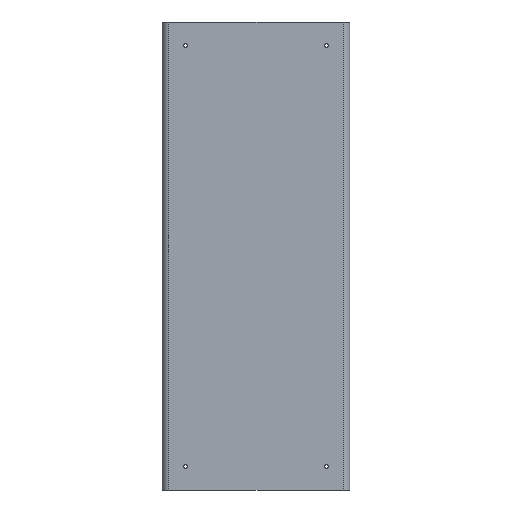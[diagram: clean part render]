
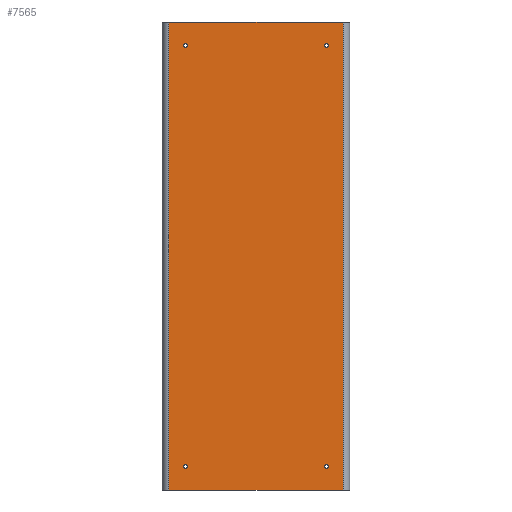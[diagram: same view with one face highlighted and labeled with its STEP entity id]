
A CAD part, front view. The second image highlights one B-rep face of the part: STEP entity #7565.
In plain terms, the highlighted planar face has unit normal (0, -1, 0).
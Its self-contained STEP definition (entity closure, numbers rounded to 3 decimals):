
#137 = VERTEX_POINT ( 'NONE', #11133 ) ;
#159 = VERTEX_POINT ( 'NONE', #9227 ) ;
#318 = CARTESIAN_POINT ( 'NONE',  ( 0., -5., 0. ) ) ;
#454 = CARTESIAN_POINT ( 'NONE',  ( 135.4, -5., 21.5 ) ) ;
#594 = CARTESIAN_POINT ( 'NONE',  ( 149.663, -5., 0. ) ) ;
#617 = VECTOR ( 'NONE', #11366, 1000. ) ;
#654 = VECTOR ( 'NONE', #3274, 1000. ) ;
#774 = FACE_BOUND ( 'NONE', #8569, .T. ) ;
#818 = EDGE_CURVE ( 'NONE', #5460, #10614, #981, .T. ) ;
#928 = EDGE_CURVE ( 'NONE', #137, #9829, #9725, .T. ) ;
#981 = LINE ( 'NONE', #318, #7069 ) ;
#986 = CARTESIAN_POINT ( 'NONE',  ( 15., -5., 380. ) ) ;
#1089 = CARTESIAN_POINT ( 'NONE',  ( 15., -5., 18.5 ) ) ;
#1165 = DIRECTION ( 'NONE',  ( 0., 0., -1. ) ) ;
#1221 = CARTESIAN_POINT ( 'NONE',  ( 135.4, -5., 380. ) ) ;
#1262 = AXIS2_PLACEMENT_3D ( 'NONE', #9446, #7536, #11224 ) ;
#1358 = CARTESIAN_POINT ( 'NONE',  ( 0.737, -5., 400. ) ) ;
#1412 = EDGE_CURVE ( 'NONE', #7600, #159, #7260, .T. ) ;
#1477 = VERTEX_POINT ( 'NONE', #9455 ) ;
#1537 = ORIENTED_EDGE ( 'NONE', *, *, #928, .T. ) ;
#1769 = AXIS2_PLACEMENT_3D ( 'NONE', #2426, #5165, #10564 ) ;
#1833 = CIRCLE ( 'NONE', #6962, 1.5 ) ;
#1961 = EDGE_CURVE ( 'NONE', #9081, #10099, #10298, .T. ) ;
#2391 = AXIS2_PLACEMENT_3D ( 'NONE', #9105, #7254, #6318 ) ;
#2426 = CARTESIAN_POINT ( 'NONE',  ( 135.4, -5., 20. ) ) ;
#2464 = CARTESIAN_POINT ( 'NONE',  ( 15., -5., 380. ) ) ;
#2589 = VECTOR ( 'NONE', #1165, 1000. ) ;
#3000 = ORIENTED_EDGE ( 'NONE', *, *, #8962, .T. ) ;
#3274 = DIRECTION ( 'NONE',  ( 0., 0., -1. ) ) ;
#3369 = CIRCLE ( 'NONE', #1262, 1.5 ) ;
#3416 = CARTESIAN_POINT ( 'NONE',  ( 15., -5., 21.5 ) ) ;
#3592 = FACE_BOUND ( 'NONE', #9191, .T. ) ;
#3640 = PLANE ( 'NONE',  #2391 ) ;
#3738 = DIRECTION ( 'NONE',  ( 1., 0., 0. ) ) ;
#3786 = EDGE_CURVE ( 'NONE', #1477, #8291, #8320, .T. ) ;
#3917 = ORIENTED_EDGE ( 'NONE', *, *, #1961, .T. ) ;
#4092 = CIRCLE ( 'NONE', #8639, 1.5 ) ;
#4327 = DIRECTION ( 'NONE',  ( 0., 0., 1. ) ) ;
#4415 = DIRECTION ( 'NONE',  ( 0., 0., 1. ) ) ;
#4435 = VERTEX_POINT ( 'NONE', #3416 ) ;
#4457 = CARTESIAN_POINT ( 'NONE',  ( 15., -5., 20. ) ) ;
#4656 = FACE_BOUND ( 'NONE', #11542, .T. ) ;
#5165 = DIRECTION ( 'NONE',  ( 0., 1., 0. ) ) ;
#5236 = AXIS2_PLACEMENT_3D ( 'NONE', #11596, #11714, #4415 ) ;
#5258 = CARTESIAN_POINT ( 'NONE',  ( 135.4, -5., 381.5 ) ) ;
#5405 = CARTESIAN_POINT ( 'NONE',  ( 149.663, -5., 400. ) ) ;
#5460 = VERTEX_POINT ( 'NONE', #6812 ) ;
#5635 = CIRCLE ( 'NONE', #11549, 1.5 ) ;
#5659 = CARTESIAN_POINT ( 'NONE',  ( 0., -5., 400. ) ) ;
#5743 = ORIENTED_EDGE ( 'NONE', *, *, #10545, .T. ) ;
#5817 = EDGE_LOOP ( 'NONE', ( #11001, #7455, #6197, #9979 ) ) ;
#6197 = ORIENTED_EDGE ( 'NONE', *, *, #3786, .F. ) ;
#6318 = DIRECTION ( 'NONE',  ( 0., 0., 1. ) ) ;
#6429 = FACE_BOUND ( 'NONE', #9681, .T. ) ;
#6528 = DIRECTION ( 'NONE',  ( 0., 0., 1. ) ) ;
#6664 = EDGE_CURVE ( 'NONE', #1477, #5460, #11418, .T. ) ;
#6755 = EDGE_CURVE ( 'NONE', #4435, #9396, #10333, .T. ) ;
#6812 = CARTESIAN_POINT ( 'NONE',  ( 0.737, -5., 0. ) ) ;
#6949 = EDGE_CURVE ( 'NONE', #159, #7600, #4092, .T. ) ;
#6962 = AXIS2_PLACEMENT_3D ( 'NONE', #7962, #10994, #8190 ) ;
#7069 = VECTOR ( 'NONE', #3738, 1000. ) ;
#7193 = CARTESIAN_POINT ( 'NONE',  ( 135.4, -5., 18.5 ) ) ;
#7254 = DIRECTION ( 'NONE',  ( 0., 1., 0. ) ) ;
#7260 = CIRCLE ( 'NONE', #10290, 1.5 ) ;
#7315 = FACE_OUTER_BOUND ( 'NONE', #5817, .T. ) ;
#7455 = ORIENTED_EDGE ( 'NONE', *, *, #8053, .F. ) ;
#7536 = DIRECTION ( 'NONE',  ( 0., 1., 0. ) ) ;
#7565 = ADVANCED_FACE ( 'NONE', ( #3592, #4656, #6429, #774, #7315 ), #3640, .F. ) ;
#7585 = DIRECTION ( 'NONE',  ( 0., 1., 0. ) ) ;
#7600 = VERTEX_POINT ( 'NONE', #8203 ) ;
#7624 = AXIS2_PLACEMENT_3D ( 'NONE', #1221, #11282, #11457 ) ;
#7962 = CARTESIAN_POINT ( 'NONE',  ( 135.4, -5., 380. ) ) ;
#8053 = EDGE_CURVE ( 'NONE', #8291, #10614, #10084, .T. ) ;
#8103 = DIRECTION ( 'NONE',  ( 0., 1., 0. ) ) ;
#8190 = DIRECTION ( 'NONE',  ( 0., 0., 1. ) ) ;
#8203 = CARTESIAN_POINT ( 'NONE',  ( 15., -5., 381.5 ) ) ;
#8291 = VERTEX_POINT ( 'NONE', #5405 ) ;
#8320 = LINE ( 'NONE', #5659, #617 ) ;
#8423 = CARTESIAN_POINT ( 'NONE',  ( 149.663, -5., 400. ) ) ;
#8569 = EDGE_LOOP ( 'NONE', ( #10574, #5743 ) ) ;
#8639 = AXIS2_PLACEMENT_3D ( 'NONE', #986, #7585, #6528 ) ;
#8962 = EDGE_CURVE ( 'NONE', #9829, #137, #1833, .T. ) ;
#9081 = VERTEX_POINT ( 'NONE', #7193 ) ;
#9105 = CARTESIAN_POINT ( 'NONE',  ( 0., -5., 400. ) ) ;
#9191 = EDGE_LOOP ( 'NONE', ( #9605, #3917 ) ) ;
#9208 = EDGE_CURVE ( 'NONE', #10099, #9081, #3369, .T. ) ;
#9227 = CARTESIAN_POINT ( 'NONE',  ( 15., -5., 378.5 ) ) ;
#9229 = DIRECTION ( 'NONE',  ( 0., 0., 1. ) ) ;
#9334 = ORIENTED_EDGE ( 'NONE', *, *, #1412, .T. ) ;
#9396 = VERTEX_POINT ( 'NONE', #1089 ) ;
#9446 = CARTESIAN_POINT ( 'NONE',  ( 135.4, -5., 20. ) ) ;
#9455 = CARTESIAN_POINT ( 'NONE',  ( 0.737, -5., 400. ) ) ;
#9605 = ORIENTED_EDGE ( 'NONE', *, *, #9208, .T. ) ;
#9681 = EDGE_LOOP ( 'NONE', ( #3000, #1537 ) ) ;
#9725 = CIRCLE ( 'NONE', #7624, 1.5 ) ;
#9829 = VERTEX_POINT ( 'NONE', #5258 ) ;
#9979 = ORIENTED_EDGE ( 'NONE', *, *, #6664, .T. ) ;
#10084 = LINE ( 'NONE', #8423, #2589 ) ;
#10099 = VERTEX_POINT ( 'NONE', #454 ) ;
#10290 = AXIS2_PLACEMENT_3D ( 'NONE', #2464, #8103, #4327 ) ;
#10298 = CIRCLE ( 'NONE', #1769, 1.5 ) ;
#10333 = CIRCLE ( 'NONE', #5236, 1.5 ) ;
#10545 = EDGE_CURVE ( 'NONE', #9396, #4435, #5635, .T. ) ;
#10564 = DIRECTION ( 'NONE',  ( 0., 0., 1. ) ) ;
#10574 = ORIENTED_EDGE ( 'NONE', *, *, #6755, .T. ) ;
#10614 = VERTEX_POINT ( 'NONE', #594 ) ;
#10994 = DIRECTION ( 'NONE',  ( 0., 1., 0. ) ) ;
#11001 = ORIENTED_EDGE ( 'NONE', *, *, #818, .T. ) ;
#11075 = DIRECTION ( 'NONE',  ( 0., 1., 0. ) ) ;
#11133 = CARTESIAN_POINT ( 'NONE',  ( 135.4, -5., 378.5 ) ) ;
#11224 = DIRECTION ( 'NONE',  ( 0., 0., 1. ) ) ;
#11282 = DIRECTION ( 'NONE',  ( 0., 1., 0. ) ) ;
#11366 = DIRECTION ( 'NONE',  ( 1., 0., 0. ) ) ;
#11418 = LINE ( 'NONE', #1358, #654 ) ;
#11439 = ORIENTED_EDGE ( 'NONE', *, *, #6949, .T. ) ;
#11457 = DIRECTION ( 'NONE',  ( 0., 0., 1. ) ) ;
#11542 = EDGE_LOOP ( 'NONE', ( #9334, #11439 ) ) ;
#11549 = AXIS2_PLACEMENT_3D ( 'NONE', #4457, #11075, #9229 ) ;
#11596 = CARTESIAN_POINT ( 'NONE',  ( 15., -5., 20. ) ) ;
#11714 = DIRECTION ( 'NONE',  ( 0., 1., 0. ) ) ;
